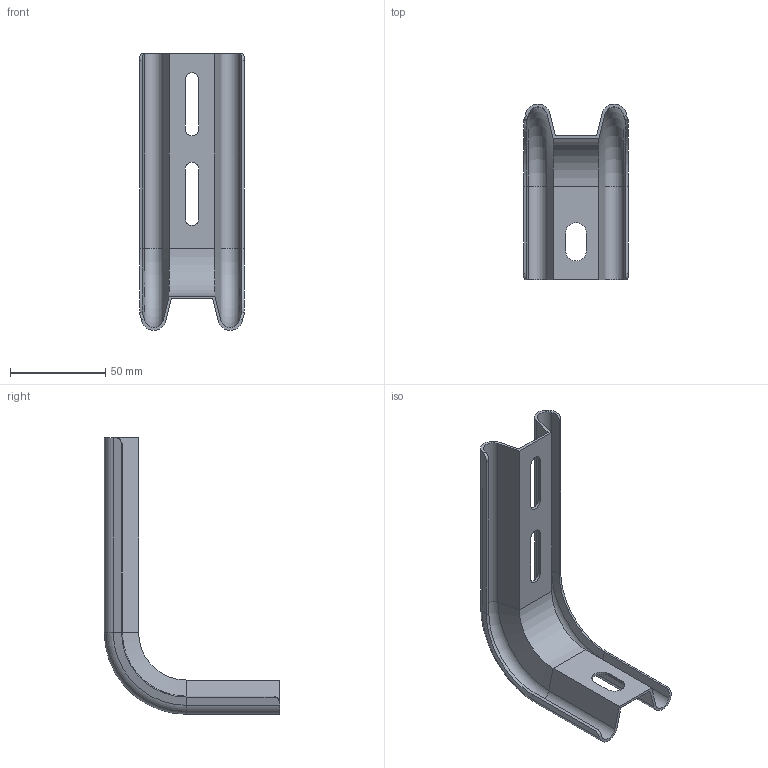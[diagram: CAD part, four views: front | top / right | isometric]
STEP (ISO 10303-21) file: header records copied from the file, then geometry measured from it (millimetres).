
FILE_DESCRIPTION (( 'STEP AP203' ), '1' );
FILE_NAME ('CLW10-VÑ-100 Êîíñîëü VÑ100.STEP', '2016-04-13T12:07:39', ( '' ), ( '' ), 'SwSTEP 2.0', 'SolidWorks 2014', '' );
FILE_SCHEMA (( 'CONFIG_CONTROL_DESIGN' ));
Length unit declared in the file: millimetre
Products named in the file (1): CLW10-VÑ-100 Êîíñîëü VÑ100
Bounding box: 55 x 91.98 x 144.98 mm (x, y, z)
Volume: 25671.9 mm3; surface area: 35395.6 mm2
Topology: 1 solids, 1 shells, 66 faces, 160 edges, 96 vertices
Faces by surface type: plane 32, cylinder 20, cone 10, torus 4
Entity records: 1989 total; most frequent: DIRECTION 346, CARTESIAN_POINT 323, ORIENTED_EDGE 320, EDGE_CURVE 160, AXIS2_PLACEMENT_3D 119, VECTOR 108, LINE 108, VERTEX_POINT 96
